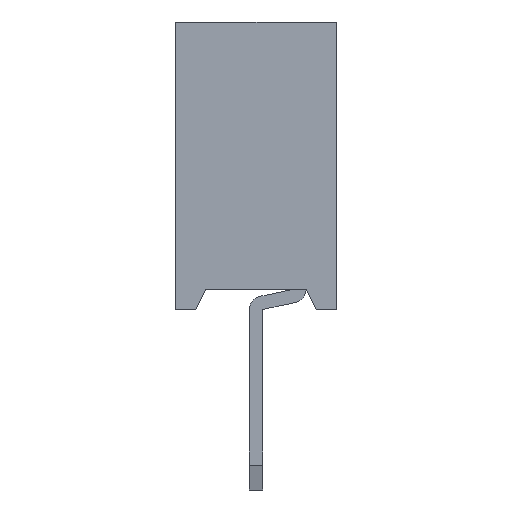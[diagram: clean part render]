
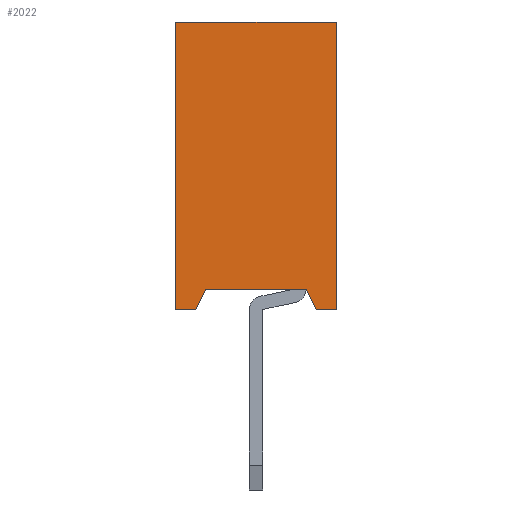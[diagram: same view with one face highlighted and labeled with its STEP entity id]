
A CAD part, left-side view. The second image highlights one B-rep face of the part: STEP entity #2022.
In plain terms, the highlighted planar face has unit normal (-1, 0, 0).
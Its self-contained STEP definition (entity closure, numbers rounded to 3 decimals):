
#2022=ADVANCED_FACE('',(#13662),#13664,.T.);
#13662=FACE_BOUND('',#13663,.T.);
#13663=EDGE_LOOP('',(#22373,#22374,#22375,#22376,#22377,#22378,#22379,#22380));
#13664=PLANE('',#13665);
#13665=AXIS2_PLACEMENT_3D('',#13666,#13667,#13668);
#13666=CARTESIAN_POINT('',(-1.,1.2,0.));
#13667=DIRECTION('',(-1.,0.,0.));
#13668=DIRECTION('',(0.,-1.,0.));
#22373=ORIENTED_EDGE('',*,*,#28998,.T.);
#22374=ORIENTED_EDGE('',*,*,#28663,.T.);
#22375=ORIENTED_EDGE('',*,*,#28999,.T.);
#22376=ORIENTED_EDGE('',*,*,#29000,.T.);
#22377=ORIENTED_EDGE('',*,*,#29001,.T.);
#22378=ORIENTED_EDGE('',*,*,#29002,.F.);
#22379=ORIENTED_EDGE('',*,*,#29003,.F.);
#22380=ORIENTED_EDGE('',*,*,#28961,.T.);
#28663=EDGE_CURVE('',#32242,#32240,#32243,.T.);
#28961=EDGE_CURVE('',#32812,#32810,#32813,.T.);
#28998=EDGE_CURVE('',#32810,#32242,#32856,.F.);
#28999=EDGE_CURVE('',#32240,#32857,#32858,.F.);
#29000=EDGE_CURVE('',#32857,#32859,#32860,.T.);
#29001=EDGE_CURVE('',#32859,#32861,#32862,.T.);
#29002=EDGE_CURVE('',#32863,#32861,#32864,.T.);
#29003=EDGE_CURVE('',#32812,#32863,#32865,.T.);
#32240=VERTEX_POINT('',#38218);
#32242=VERTEX_POINT('',#38222);
#32243=LINE('',#38223,#38224);
#32810=VERTEX_POINT('',#39384);
#32812=VERTEX_POINT('',#39388);
#32813=LINE('',#39389,#39390);
#32856=LINE('',#39506,#39507);
#32857=VERTEX_POINT('',#39509);
#32858=LINE('',#39510,#39511);
#32859=VERTEX_POINT('',#39513);
#32860=LINE('',#39514,#39515);
#32861=VERTEX_POINT('',#39517);
#32862=LINE('',#39518,#39519);
#32863=VERTEX_POINT('',#39521);
#32864=LINE('',#39522,#39523);
#32865=LINE('',#39525,#39526);
#38218=CARTESIAN_POINT('',(-1.,-0.75,0.3));
#38222=CARTESIAN_POINT('',(-1.,0.75,0.3));
#38223=CARTESIAN_POINT('',(-1.,0.75,0.3));
#38224=VECTOR('',#38225,1.);
#38225=DIRECTION('',(0.,-1.,0.));
#39384=CARTESIAN_POINT('',(-1.,0.9,0.));
#39388=CARTESIAN_POINT('',(-1.,1.2,0.));
#39389=CARTESIAN_POINT('',(-1.,1.2,0.));
#39390=VECTOR('',#39391,1.);
#39391=DIRECTION('',(0.,-1.,0.));
#39506=CARTESIAN_POINT('',(-1.,0.75,0.3));
#39507=VECTOR('',#39508,1.);
#39508=DIRECTION('',(0.,0.447,-0.894));
#39509=CARTESIAN_POINT('',(-1.,-0.9,0.));
#39510=CARTESIAN_POINT('',(-1.,-0.9,0.));
#39511=VECTOR('',#39512,1.);
#39512=DIRECTION('',(0.,0.447,0.894));
#39513=CARTESIAN_POINT('',(-1.,-1.2,0.));
#39514=CARTESIAN_POINT('',(-1.,-0.9,0.));
#39515=VECTOR('',#39516,1.);
#39516=DIRECTION('',(0.,-1.,0.));
#39517=CARTESIAN_POINT('',(-1.,-1.2,4.3));
#39518=CARTESIAN_POINT('',(-1.,-1.2,0.));
#39519=VECTOR('',#39520,1.);
#39520=DIRECTION('',(0.,0.,1.));
#39521=CARTESIAN_POINT('',(-1.,1.2,4.3));
#39522=CARTESIAN_POINT('',(-1.,1.2,4.3));
#39523=VECTOR('',#39524,1.);
#39524=DIRECTION('',(0.,-1.,0.));
#39525=CARTESIAN_POINT('',(-1.,1.2,0.));
#39526=VECTOR('',#39527,1.);
#39527=DIRECTION('',(0.,0.,1.));
